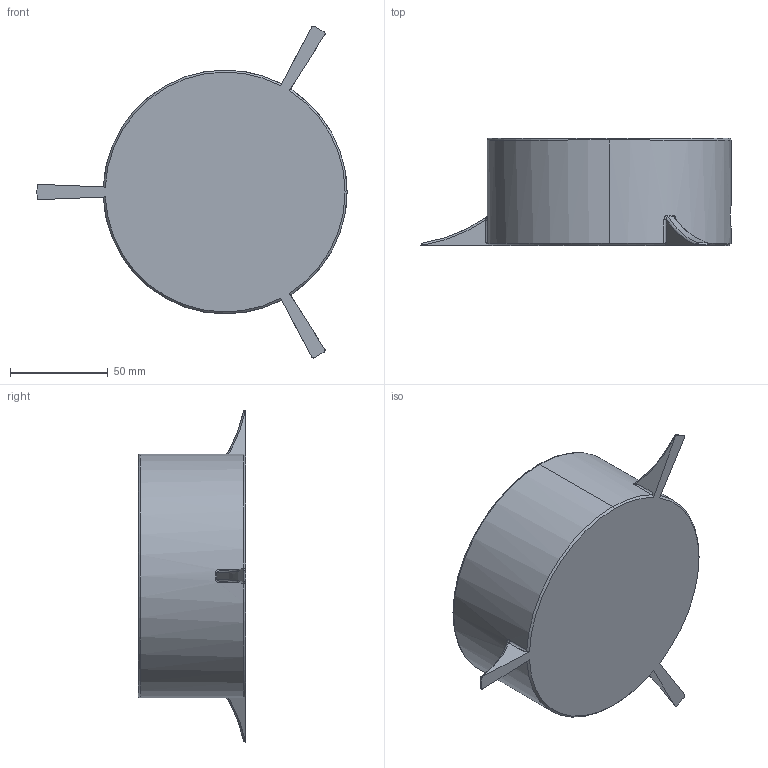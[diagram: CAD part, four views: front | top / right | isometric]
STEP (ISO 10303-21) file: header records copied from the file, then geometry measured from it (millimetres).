
FILE_DESCRIPTION (( 'STEP AP214' ), '1' );
FILE_NAME ('chassis.STEP', '2026-01-06T21:02:03', ( '' ), ( '' ), 'SwSTEP 2.0', 'SolidWorks 2025', '' );
FILE_SCHEMA (( 'AUTOMOTIVE_DESIGN' ));
Length unit declared in the file: millimetre
Products named in the file (1): chassis
Bounding box: 159 x 54.91 x 170.26 mm (x, y, z)
Volume: 152893 mm3; surface area: 66942.9 mm2
Topology: 1 solids, 1 shells, 101 faces, 241 edges, 143 vertices
Faces by surface type: cylinder 30, plane 27, bspline 19, torus 11, cone 8, sphere 6
Entity records: 4413 total; most frequent: CARTESIAN_POINT 2149, ORIENTED_EDGE 482, DIRECTION 460, EDGE_CURVE 241, AXIS2_PLACEMENT_3D 181, VERTEX_POINT 143, EDGE_LOOP 104, FACE_OUTER_BOUND 101
